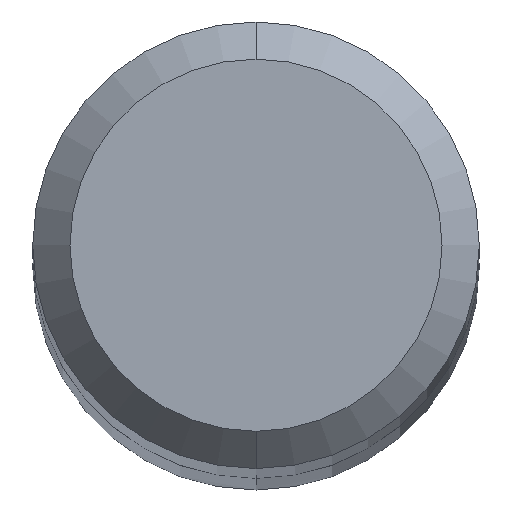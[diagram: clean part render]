
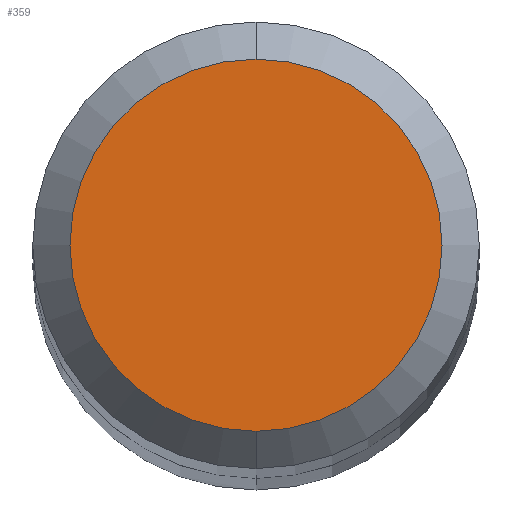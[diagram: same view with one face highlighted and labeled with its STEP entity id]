
A CAD part, top view. The second image highlights one B-rep face of the part: STEP entity #359.
In plain terms, the highlighted planar face has unit normal (0, 0, 1).
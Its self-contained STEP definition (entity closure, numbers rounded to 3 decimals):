
#153=VERTEX_POINT('',#412);
#287=VERTEX_POINT('',#562);
#337=EDGE_CURVE('',#153,#287,#618,.T.);
#349=EDGE_CURVE('',#287,#153,#630,.T.);
#359=ADVANCED_FACE('',(#641),#642,.T.);
#412=CARTESIAN_POINT('',(0.0,1.5,43.0));
#562=CARTESIAN_POINT('',(0.,-1.5,43.0));
#618=CIRCLE('',#1156,1.5);
#630=CIRCLE('',#1168,1.5);
#641=FACE_OUTER_BOUND('',#1182,.T.);
#642=PLANE('',#1183);
#1156=AXIS2_PLACEMENT_3D('',#1542,#1543,#1544);
#1168=AXIS2_PLACEMENT_3D('',#1546,#1547,#1548);
#1182=EDGE_LOOP('',(#1563,#1564));
#1183=AXIS2_PLACEMENT_3D('',#1565,#1566,#1567);
#1542=CARTESIAN_POINT('',(0.0,0.0,43.0));
#1543=DIRECTION('',(0.0,0.0,-1.0));
#1544=DIRECTION('',(0.0,1.0,0.0));
#1546=CARTESIAN_POINT('',(0.0,0.0,43.0));
#1547=DIRECTION('',(0.0,0.0,-1.0));
#1548=DIRECTION('',(0.0,1.0,0.0));
#1563=ORIENTED_EDGE('',*,*,#337,.F.);
#1564=ORIENTED_EDGE('',*,*,#349,.F.);
#1565=CARTESIAN_POINT('',(0.0,0.75,43.0));
#1566=DIRECTION('',(-0.0,0.0,1.0));
#1567=DIRECTION('',(0.0,-1.0,0.0));
